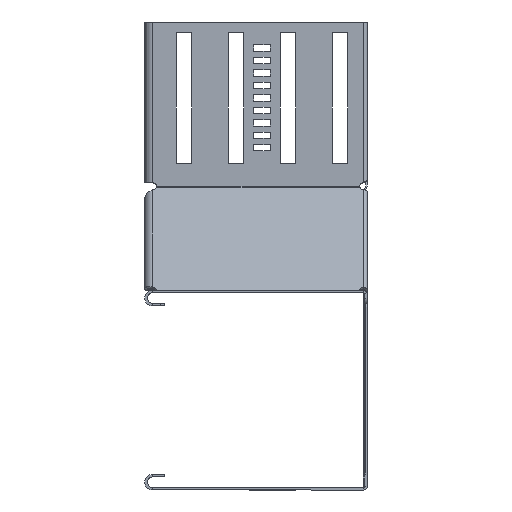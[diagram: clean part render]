
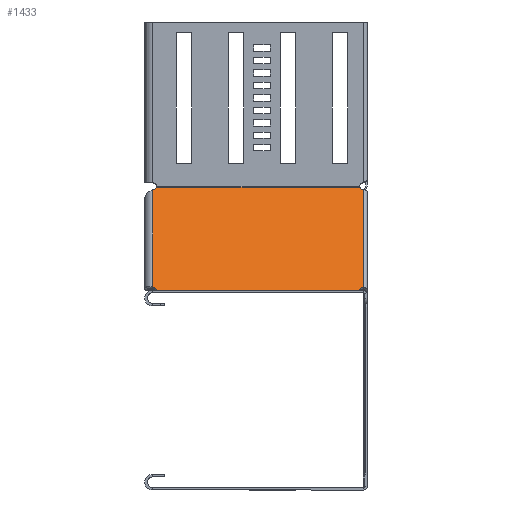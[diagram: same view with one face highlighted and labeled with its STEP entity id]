
A CAD part, left-side view. The second image highlights one B-rep face of the part: STEP entity #1433.
In plain terms, the highlighted face is planar.
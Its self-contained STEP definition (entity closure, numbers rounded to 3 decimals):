
#161 = ORIENTED_EDGE ( 'NONE', *, *, #11062, .F. ) ;
#954 = CIRCLE ( 'NONE', #13135, 2. ) ;
#1200 = VERTEX_POINT ( 'NONE', #7337 ) ;
#1433 = ADVANCED_FACE ( 'NONE', ( #15503 ), #11126, .F. ) ;
#1620 = DIRECTION ( 'NONE',  ( -1., 0., 0. ) ) ;
#1649 = EDGE_CURVE ( 'NONE', #16913, #12709, #6466, .T. ) ;
#1685 = ORIENTED_EDGE ( 'NONE', *, *, #16970, .T. ) ;
#2015 = VECTOR ( 'NONE', #10730, 1000. ) ;
#2356 = DIRECTION ( 'NONE',  ( 1., 0., 0. ) ) ;
#2431 = VERTEX_POINT ( 'NONE', #6086 ) ;
#2557 = VECTOR ( 'NONE', #4398, 1000. ) ;
#2640 = DIRECTION ( 'NONE',  ( 1., 0., 0. ) ) ;
#2665 = LINE ( 'NONE', #12413, #10947 ) ;
#2766 = DIRECTION ( 'NONE',  ( 0., -1., 0. ) ) ;
#3006 = AXIS2_PLACEMENT_3D ( 'NONE', #12435, #11986, #15365 ) ;
#3116 = ORIENTED_EDGE ( 'NONE', *, *, #10040, .F. ) ;
#3704 = DIRECTION ( 'NONE',  ( 0., -1., 0. ) ) ;
#4165 = CARTESIAN_POINT ( 'NONE',  ( -15., 103.25, -81.659 ) ) ;
#4398 = DIRECTION ( 'NONE',  ( 0., 0.866, 0.5 ) ) ;
#4437 = EDGE_CURVE ( 'NONE', #14448, #12709, #13314, .T. ) ;
#4482 = CARTESIAN_POINT ( 'NONE',  ( -15., 103.25, -150.101 ) ) ;
#5151 = EDGE_LOOP ( 'NONE', ( #5620, #18119, #161, #15595, #8538, #18591, #1685, #17480, #16044, #3116 ) ) ;
#5405 = VERTEX_POINT ( 'NONE', #12131 ) ;
#5557 = DIRECTION ( 'NONE',  ( 0., 1., 0. ) ) ;
#5610 = DIRECTION ( 'NONE',  ( 0., -1., 0. ) ) ;
#5620 = ORIENTED_EDGE ( 'NONE', *, *, #18371, .F. ) ;
#6086 = CARTESIAN_POINT ( 'NONE',  ( -15., 1.75, -148.101 ) ) ;
#6278 = CARTESIAN_POINT ( 'NONE',  ( -15., 1.75, -81.35 ) ) ;
#6466 = LINE ( 'NONE', #16249, #2015 ) ;
#6503 = EDGE_CURVE ( 'NONE', #5405, #12106, #2665, .T. ) ;
#7337 = CARTESIAN_POINT ( 'NONE',  ( -15., 102.25, -148.368 ) ) ;
#7572 = CARTESIAN_POINT ( 'NONE',  ( -15., 102.25, -148.368 ) ) ;
#7873 = EDGE_CURVE ( 'NONE', #18002, #5405, #954, .T. ) ;
#8055 = AXIS2_PLACEMENT_3D ( 'NONE', #9738, #15541, #2766 ) ;
#8459 = DIRECTION ( 'NONE',  ( 0., 1., 0. ) ) ;
#8538 = ORIENTED_EDGE ( 'NONE', *, *, #7873, .T. ) ;
#8564 = CARTESIAN_POINT ( 'NONE',  ( -15., 1.75, -79.35 ) ) ;
#8661 = CARTESIAN_POINT ( 'NONE',  ( -15., 3.716, -149.731 ) ) ;
#9110 = VERTEX_POINT ( 'NONE', #8661 ) ;
#9738 = CARTESIAN_POINT ( 'NONE',  ( -15., 1.75, -150.101 ) ) ;
#10040 = EDGE_CURVE ( 'NONE', #1200, #14448, #14597, .T. ) ;
#10292 = VECTOR ( 'NONE', #17019, 1000. ) ;
#10730 = DIRECTION ( 'NONE',  ( 0., 0.866, -0.5 ) ) ;
#10947 = VECTOR ( 'NONE', #15630, 1000. ) ;
#11062 = EDGE_CURVE ( 'NONE', #2431, #9110, #15321, .T. ) ;
#11126 = PLANE ( 'NONE',  #15285 ) ;
#11218 = LINE ( 'NONE', #12366, #10292 ) ;
#11609 = CARTESIAN_POINT ( 'NONE',  ( -15., 103.25, -114.725 ) ) ;
#11986 = DIRECTION ( 'NONE',  ( 1., 0., 0. ) ) ;
#12106 = VERTEX_POINT ( 'NONE', #16695 ) ;
#12131 = CARTESIAN_POINT ( 'NONE',  ( -15., 3.716, -79.72 ) ) ;
#12366 = CARTESIAN_POINT ( 'NONE',  ( -15., 1.75, -114.725 ) ) ;
#12413 = CARTESIAN_POINT ( 'NONE',  ( -15., 0., -79.72 ) ) ;
#12435 = CARTESIAN_POINT ( 'NONE',  ( -15., 103.25, -79.35 ) ) ;
#12709 = VERTEX_POINT ( 'NONE', #4165 ) ;
#12773 = CIRCLE ( 'NONE', #3006, 2. ) ;
#12852 = LINE ( 'NONE', #14177, #14595 ) ;
#12958 = EDGE_CURVE ( 'NONE', #2431, #18002, #11218, .T. ) ;
#13135 = AXIS2_PLACEMENT_3D ( 'NONE', #8564, #2640, #5610 ) ;
#13314 = LINE ( 'NONE', #11609, #14477 ) ;
#13868 = CARTESIAN_POINT ( 'NONE',  ( -15., 102.25, -81.082 ) ) ;
#13911 = AXIS2_PLACEMENT_3D ( 'NONE', #4482, #1620, #5557 ) ;
#14177 = CARTESIAN_POINT ( 'NONE',  ( -15., 0., -149.731 ) ) ;
#14221 = CARTESIAN_POINT ( 'NONE',  ( -15., 103.25, -147.791 ) ) ;
#14448 = VERTEX_POINT ( 'NONE', #14221 ) ;
#14477 = VECTOR ( 'NONE', #15880, 1000. ) ;
#14595 = VECTOR ( 'NONE', #3704, 1000. ) ;
#14597 = LINE ( 'NONE', #7572, #2557 ) ;
#15285 = AXIS2_PLACEMENT_3D ( 'NONE', #15402, #2356, #8459 ) ;
#15321 = CIRCLE ( 'NONE', #8055, 2. ) ;
#15365 = DIRECTION ( 'NONE',  ( 0., 1., 0. ) ) ;
#15402 = CARTESIAN_POINT ( 'NONE',  ( -15., 0., -114.725 ) ) ;
#15503 = FACE_OUTER_BOUND ( 'NONE', #5151, .T. ) ;
#15541 = DIRECTION ( 'NONE',  ( -1., 0., 0. ) ) ;
#15595 = ORIENTED_EDGE ( 'NONE', *, *, #12958, .T. ) ;
#15630 = DIRECTION ( 'NONE',  ( 0., 1., 0. ) ) ;
#15880 = DIRECTION ( 'NONE',  ( 0., 0., 1. ) ) ;
#16044 = ORIENTED_EDGE ( 'NONE', *, *, #4437, .F. ) ;
#16249 = CARTESIAN_POINT ( 'NONE',  ( -15., 102.25, -81.082 ) ) ;
#16357 = CARTESIAN_POINT ( 'NONE',  ( -15., 101.284, -149.731 ) ) ;
#16695 = CARTESIAN_POINT ( 'NONE',  ( -15., 101.284, -79.72 ) ) ;
#16913 = VERTEX_POINT ( 'NONE', #13868 ) ;
#16962 = VERTEX_POINT ( 'NONE', #16357 ) ;
#16970 = EDGE_CURVE ( 'NONE', #12106, #16913, #12773, .T. ) ;
#17019 = DIRECTION ( 'NONE',  ( 0., 0., 1. ) ) ;
#17480 = ORIENTED_EDGE ( 'NONE', *, *, #1649, .T. ) ;
#17737 = EDGE_CURVE ( 'NONE', #16962, #9110, #12852, .T. ) ;
#18002 = VERTEX_POINT ( 'NONE', #6278 ) ;
#18119 = ORIENTED_EDGE ( 'NONE', *, *, #17737, .T. ) ;
#18371 = EDGE_CURVE ( 'NONE', #16962, #1200, #18458, .T. ) ;
#18458 = CIRCLE ( 'NONE', #13911, 2. ) ;
#18591 = ORIENTED_EDGE ( 'NONE', *, *, #6503, .T. ) ;
